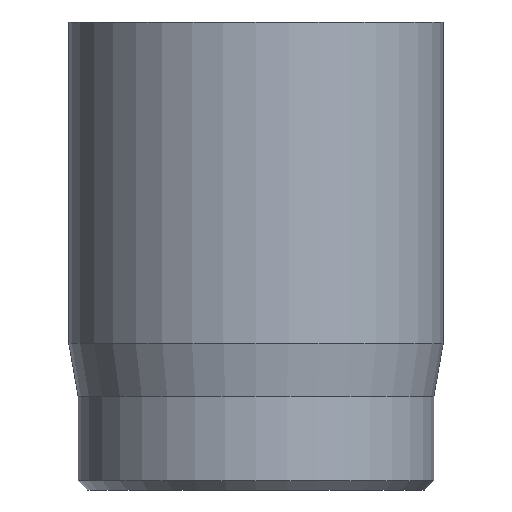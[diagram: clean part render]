
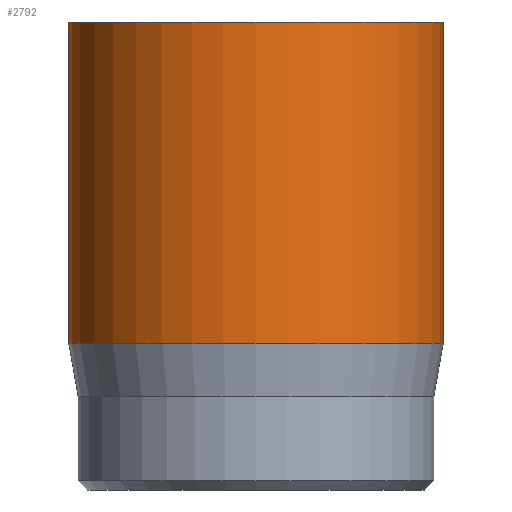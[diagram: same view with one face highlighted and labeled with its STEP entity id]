
A CAD part, front view. The second image highlights one B-rep face of the part: STEP entity #2792.
In plain terms, the highlighted cylindrical face has radius 2 mm (diameter 4 mm), a full revolution.
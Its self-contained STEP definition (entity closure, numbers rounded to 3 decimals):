
#40=CYLINDRICAL_SURFACE('',#2914,2.);
#43=CIRCLE('',#2893,2.);
#52=CIRCLE('',#2912,2.);
#53=CIRCLE('',#2913,2.);
#262=FACE_OUTER_BOUND('',#434,.T.);
#434=EDGE_LOOP('',(#2442,#2443,#2444,#2445,#2446));
#607=LINE('',#5554,#786);
#786=VECTOR('',#3197,2.);
#1259=VERTEX_POINT('',#5516);
#1268=VERTEX_POINT('',#5548);
#1269=VERTEX_POINT('',#5549);
#1653=EDGE_CURVE('',#1259,#1259,#43,.T.);
#1666=EDGE_CURVE('',#1268,#1269,#52,.T.);
#1667=EDGE_CURVE('',#1269,#1268,#53,.T.);
#1669=EDGE_CURVE('',#1259,#1268,#607,.T.);
#2442=ORIENTED_EDGE('',*,*,#1653,.T.);
#2443=ORIENTED_EDGE('',*,*,#1669,.T.);
#2444=ORIENTED_EDGE('',*,*,#1666,.T.);
#2445=ORIENTED_EDGE('',*,*,#1667,.T.);
#2446=ORIENTED_EDGE('',*,*,#1669,.F.);
#2792=ADVANCED_FACE('',(#262),#40,.T.);
#2893=AXIS2_PLACEMENT_3D('',#5517,#3148,#3149);
#2912=AXIS2_PLACEMENT_3D('',#5550,#3190,#3191);
#2913=AXIS2_PLACEMENT_3D('',#5551,#3192,#3193);
#2914=AXIS2_PLACEMENT_3D('',#5553,#3195,#3196);
#3148=DIRECTION('center_axis',(0.,0.,-1.));
#3149=DIRECTION('ref_axis',(-1.,0.,0.));
#3190=DIRECTION('center_axis',(0.,0.,1.));
#3191=DIRECTION('ref_axis',(-1.,0.,0.));
#3192=DIRECTION('center_axis',(0.,0.,1.));
#3193=DIRECTION('ref_axis',(-1.,0.,0.));
#3195=DIRECTION('center_axis',(0.,0.,1.));
#3196=DIRECTION('ref_axis',(-1.,0.,0.));
#3197=DIRECTION('',(0.,0.,-1.));
#5516=CARTESIAN_POINT('',(2.,0.,5.));
#5517=CARTESIAN_POINT('Origin',(0.,0.,5.));
#5548=CARTESIAN_POINT('',(2.,0.,1.567));
#5549=CARTESIAN_POINT('',(-2.,0.,1.567));
#5550=CARTESIAN_POINT('Origin',(0.,0.,1.567));
#5551=CARTESIAN_POINT('Origin',(0.,0.,1.567));
#5553=CARTESIAN_POINT('Origin',(0.,0.,0.));
#5554=CARTESIAN_POINT('',(2.,0.,0.));
